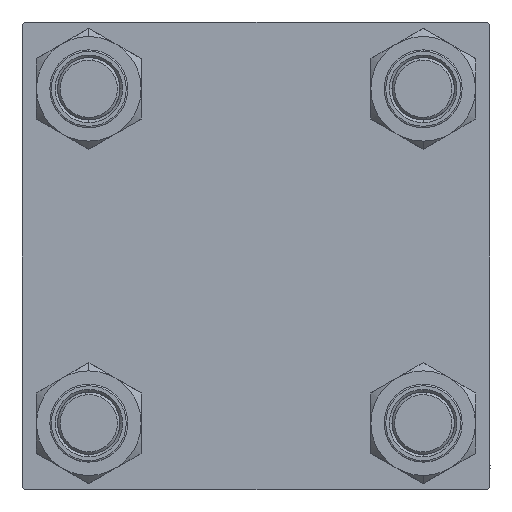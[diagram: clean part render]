
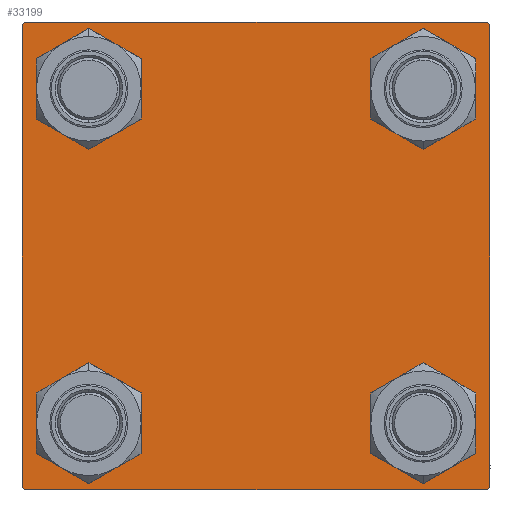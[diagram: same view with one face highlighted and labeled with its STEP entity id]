
A CAD part, left-side view. The second image highlights one B-rep face of the part: STEP entity #33199.
In plain terms, the highlighted planar face has unit normal (-1, 0, 0).
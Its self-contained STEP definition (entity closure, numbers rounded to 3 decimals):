
#379 = VERTEX_POINT ( 'NONE', #9399 ) ;
#720 = ORIENTED_EDGE ( 'NONE', *, *, #49859, .T. ) ;
#1048 = FACE_BOUND ( 'NONE', #32794, .T. ) ;
#1277 = EDGE_CURVE ( 'NONE', #8335, #10170, #42190, .T. ) ;
#1348 = VECTOR ( 'NONE', #34934, 1000. ) ;
#1622 = DIRECTION ( 'NONE',  ( 0., 0., 1. ) ) ;
#3368 = DIRECTION ( 'NONE',  ( 0., -0.707, 0.707 ) ) ;
#3385 = CARTESIAN_POINT ( 'NONE',  ( 0., 45., 45. ) ) ;
#3629 = LINE ( 'NONE', #26935, #7645 ) ;
#4094 = EDGE_CURVE ( 'NONE', #10170, #8335, #35617, .T. ) ;
#5139 = CARTESIAN_POINT ( 'NONE',  ( 0., 45., 45. ) ) ;
#5371 = CIRCLE ( 'NONE', #6952, 6.5 ) ;
#5592 = CARTESIAN_POINT ( 'NONE',  ( 0., 44.5, 45. ) ) ;
#5682 = EDGE_LOOP ( 'NONE', ( #29044, #30134, #24819, #17680, #21806, #24364, #14274, #17670 ) ) ;
#6020 = DIRECTION ( 'NONE',  ( 1., 0., 0. ) ) ;
#6103 = VERTEX_POINT ( 'NONE', #49675 ) ;
#6193 = CIRCLE ( 'NONE', #29923, 6.5 ) ;
#6365 = LINE ( 'NONE', #6617, #8237 ) ;
#6469 = ORIENTED_EDGE ( 'NONE', *, *, #6592, .T. ) ;
#6580 = CIRCLE ( 'NONE', #46682, 6.5 ) ;
#6592 = EDGE_CURVE ( 'NONE', #30398, #41584, #6193, .T. ) ;
#6617 = CARTESIAN_POINT ( 'NONE',  ( 0., -45., 45. ) ) ;
#6952 = AXIS2_PLACEMENT_3D ( 'NONE', #13659, #10075, #18253 ) ;
#7379 = EDGE_LOOP ( 'NONE', ( #50346, #15932 ) ) ;
#7645 = VECTOR ( 'NONE', #3368, 1000. ) ;
#7911 = AXIS2_PLACEMENT_3D ( 'NONE', #10484, #34563, #14827 ) ;
#8237 = VECTOR ( 'NONE', #21483, 1000. ) ;
#8335 = VERTEX_POINT ( 'NONE', #24352 ) ;
#8553 = VERTEX_POINT ( 'NONE', #32230 ) ;
#8946 = ORIENTED_EDGE ( 'NONE', *, *, #4094, .T. ) ;
#9152 = LINE ( 'NONE', #24782, #10843 ) ;
#9396 = EDGE_CURVE ( 'NONE', #40096, #35152, #47665, .T. ) ;
#9399 = CARTESIAN_POINT ( 'NONE',  ( 0., 44.5, -45. ) ) ;
#9602 = DIRECTION ( 'NONE',  ( 0., 0., 1. ) ) ;
#9989 = CARTESIAN_POINT ( 'NONE',  ( 0., -45., 44.5 ) ) ;
#10075 = DIRECTION ( 'NONE',  ( 1., 0., 0. ) ) ;
#10170 = VERTEX_POINT ( 'NONE', #49741 ) ;
#10208 = DIRECTION ( 'NONE',  ( 0., 0., 1. ) ) ;
#10484 = CARTESIAN_POINT ( 'NONE',  ( 0., -32.15, -32.15 ) ) ;
#10834 = CARTESIAN_POINT ( 'NONE',  ( 0., -32.15, 25.65 ) ) ;
#10843 = VECTOR ( 'NONE', #43511, 1000. ) ;
#12845 = DIRECTION ( 'NONE',  ( 1., 0., 0. ) ) ;
#13344 = CARTESIAN_POINT ( 'NONE',  ( 0., 32.15, -25.65 ) ) ;
#13659 = CARTESIAN_POINT ( 'NONE',  ( 0., -32.15, -32.15 ) ) ;
#14274 = ORIENTED_EDGE ( 'NONE', *, *, #42824, .F. ) ;
#14827 = DIRECTION ( 'NONE',  ( 0., 0., 1. ) ) ;
#15103 = DIRECTION ( 'NONE',  ( 0., 0., 1. ) ) ;
#15209 = ORIENTED_EDGE ( 'NONE', *, *, #22109, .T. ) ;
#15263 = EDGE_CURVE ( 'NONE', #19115, #40096, #41535, .T. ) ;
#15932 = ORIENTED_EDGE ( 'NONE', *, *, #18624, .T. ) ;
#16301 = EDGE_LOOP ( 'NONE', ( #720, #20803 ) ) ;
#16482 = DIRECTION ( 'NONE',  ( 0., 0., 1. ) ) ;
#16829 = CARTESIAN_POINT ( 'NONE',  ( 0., -32.15, -25.65 ) ) ;
#17154 = VECTOR ( 'NONE', #33364, 1000. ) ;
#17670 = ORIENTED_EDGE ( 'NONE', *, *, #15263, .T. ) ;
#17680 = ORIENTED_EDGE ( 'NONE', *, *, #32982, .T. ) ;
#17697 = ORIENTED_EDGE ( 'NONE', *, *, #1277, .T. ) ;
#18141 = CARTESIAN_POINT ( 'NONE',  ( 0., 0., 0. ) ) ;
#18232 = CARTESIAN_POINT ( 'NONE',  ( 0., 45., -45. ) ) ;
#18253 = DIRECTION ( 'NONE',  ( 0., 0., 1. ) ) ;
#18540 = CIRCLE ( 'NONE', #7911, 6.5 ) ;
#18624 = EDGE_CURVE ( 'NONE', #8553, #46683, #31836, .T. ) ;
#19115 = VERTEX_POINT ( 'NONE', #5592 ) ;
#19305 = CARTESIAN_POINT ( 'NONE',  ( 0., 44.75, -44.75 ) ) ;
#20332 = EDGE_CURVE ( 'NONE', #379, #35805, #37216, .T. ) ;
#20501 = FACE_BOUND ( 'NONE', #41416, .T. ) ;
#20569 = DIRECTION ( 'NONE',  ( 1., 0., 0. ) ) ;
#20803 = ORIENTED_EDGE ( 'NONE', *, *, #46379, .T. ) ;
#21483 = DIRECTION ( 'NONE',  ( 0., 0., -1. ) ) ;
#21806 = ORIENTED_EDGE ( 'NONE', *, *, #22498, .F. ) ;
#21818 = DIRECTION ( 'NONE',  ( 0., -1., 0. ) ) ;
#22109 = EDGE_CURVE ( 'NONE', #41584, #30398, #6580, .T. ) ;
#22498 = EDGE_CURVE ( 'NONE', #39137, #43428, #6365, .T. ) ;
#24180 = DIRECTION ( 'NONE',  ( 1., 0., 0. ) ) ;
#24352 = CARTESIAN_POINT ( 'NONE',  ( 0., 32.15, 25.65 ) ) ;
#24364 = ORIENTED_EDGE ( 'NONE', *, *, #30737, .T. ) ;
#24585 = DIRECTION ( 'NONE',  ( 0., 0., -1. ) ) ;
#24782 = CARTESIAN_POINT ( 'NONE',  ( 0., -44.75, 44.75 ) ) ;
#24819 = ORIENTED_EDGE ( 'NONE', *, *, #20332, .T. ) ;
#25051 = CARTESIAN_POINT ( 'NONE',  ( 0., -45., -44.5 ) ) ;
#25170 = CARTESIAN_POINT ( 'NONE',  ( 0., 32.15, -32.15 ) ) ;
#26383 = CARTESIAN_POINT ( 'NONE',  ( 0., 32.15, 32.15 ) ) ;
#26606 = AXIS2_PLACEMENT_3D ( 'NONE', #26383, #49975, #15103 ) ;
#26935 = CARTESIAN_POINT ( 'NONE',  ( 0., -44.75, -44.75 ) ) ;
#28072 = CIRCLE ( 'NONE', #32961, 6.5 ) ;
#28694 = PLANE ( 'NONE',  #37076 ) ;
#28988 = DIRECTION ( 'NONE',  ( 0., 0., 1. ) ) ;
#29044 = ORIENTED_EDGE ( 'NONE', *, *, #9396, .T. ) ;
#29923 = AXIS2_PLACEMENT_3D ( 'NONE', #49170, #32533, #36884 ) ;
#30134 = ORIENTED_EDGE ( 'NONE', *, *, #48561, .T. ) ;
#30398 = VERTEX_POINT ( 'NONE', #39482 ) ;
#30737 = EDGE_CURVE ( 'NONE', #39137, #6103, #9152, .T. ) ;
#30816 = VERTEX_POINT ( 'NONE', #33463 ) ;
#31402 = VECTOR ( 'NONE', #21818, 1000. ) ;
#31540 = FACE_BOUND ( 'NONE', #7379, .T. ) ;
#31836 = CIRCLE ( 'NONE', #44927, 6.5 ) ;
#32230 = CARTESIAN_POINT ( 'NONE',  ( 0., 32.15, -38.65 ) ) ;
#32371 = CARTESIAN_POINT ( 'NONE',  ( 0., 32.15, 32.15 ) ) ;
#32533 = DIRECTION ( 'NONE',  ( 1., 0., 0. ) ) ;
#32794 = EDGE_LOOP ( 'NONE', ( #8946, #17697 ) ) ;
#32961 = AXIS2_PLACEMENT_3D ( 'NONE', #37021, #6020, #9602 ) ;
#32982 = EDGE_CURVE ( 'NONE', #35805, #43428, #3629, .T. ) ;
#33199 = ADVANCED_FACE ( 'NONE', ( #20501, #36132, #31540, #1048, #48188 ), #28694, .T. ) ;
#33351 = VECTOR ( 'NONE', #38987, 1000. ) ;
#33364 = DIRECTION ( 'NONE',  ( 0., -1., 0. ) ) ;
#33463 = CARTESIAN_POINT ( 'NONE',  ( 0., -32.15, -38.65 ) ) ;
#34563 = DIRECTION ( 'NONE',  ( 1., 0., 0. ) ) ;
#34934 = DIRECTION ( 'NONE',  ( 0., -0.707, -0.707 ) ) ;
#35152 = VERTEX_POINT ( 'NONE', #40893 ) ;
#35223 = CARTESIAN_POINT ( 'NONE',  ( 0., -32.15, 32.15 ) ) ;
#35617 = CIRCLE ( 'NONE', #26606, 6.5 ) ;
#35628 = CARTESIAN_POINT ( 'NONE',  ( 0., 44.75, 44.75 ) ) ;
#35805 = VERTEX_POINT ( 'NONE', #48169 ) ;
#36132 = FACE_BOUND ( 'NONE', #16301, .T. ) ;
#36884 = DIRECTION ( 'NONE',  ( 0., 0., 1. ) ) ;
#36995 = EDGE_CURVE ( 'NONE', #46683, #8553, #28072, .T. ) ;
#37021 = CARTESIAN_POINT ( 'NONE',  ( 0., 32.15, -32.15 ) ) ;
#37076 = AXIS2_PLACEMENT_3D ( 'NONE', #18141, #45572, #10208 ) ;
#37216 = LINE ( 'NONE', #18232, #17154 ) ;
#37289 = AXIS2_PLACEMENT_3D ( 'NONE', #32371, #24180, #16482 ) ;
#38481 = LINE ( 'NONE', #3385, #31402 ) ;
#38798 = LINE ( 'NONE', #19305, #1348 ) ;
#38987 = DIRECTION ( 'NONE',  ( 0., 0.707, -0.707 ) ) ;
#39137 = VERTEX_POINT ( 'NONE', #9989 ) ;
#39482 = CARTESIAN_POINT ( 'NONE',  ( 0., -32.15, 38.65 ) ) ;
#40096 = VERTEX_POINT ( 'NONE', #42468 ) ;
#40893 = CARTESIAN_POINT ( 'NONE',  ( 0., 45., -44.5 ) ) ;
#41416 = EDGE_LOOP ( 'NONE', ( #6469, #15209 ) ) ;
#41535 = LINE ( 'NONE', #35628, #33351 ) ;
#41584 = VERTEX_POINT ( 'NONE', #10834 ) ;
#42010 = VERTEX_POINT ( 'NONE', #16829 ) ;
#42190 = CIRCLE ( 'NONE', #37289, 6.5 ) ;
#42468 = CARTESIAN_POINT ( 'NONE',  ( 0., 45., 44.5 ) ) ;
#42824 = EDGE_CURVE ( 'NONE', #19115, #6103, #38481, .T. ) ;
#43428 = VERTEX_POINT ( 'NONE', #25051 ) ;
#43511 = DIRECTION ( 'NONE',  ( 0., 0.707, 0.707 ) ) ;
#44927 = AXIS2_PLACEMENT_3D ( 'NONE', #25170, #20569, #1622 ) ;
#45572 = DIRECTION ( 'NONE',  ( -1., 0., 0. ) ) ;
#45574 = VECTOR ( 'NONE', #24585, 1000. ) ;
#46379 = EDGE_CURVE ( 'NONE', #30816, #42010, #5371, .T. ) ;
#46682 = AXIS2_PLACEMENT_3D ( 'NONE', #35223, #12845, #28988 ) ;
#46683 = VERTEX_POINT ( 'NONE', #13344 ) ;
#47665 = LINE ( 'NONE', #5139, #45574 ) ;
#48169 = CARTESIAN_POINT ( 'NONE',  ( 0., -44.5, -45. ) ) ;
#48188 = FACE_OUTER_BOUND ( 'NONE', #5682, .T. ) ;
#48561 = EDGE_CURVE ( 'NONE', #35152, #379, #38798, .T. ) ;
#49170 = CARTESIAN_POINT ( 'NONE',  ( 0., -32.15, 32.15 ) ) ;
#49675 = CARTESIAN_POINT ( 'NONE',  ( 0., -44.5, 45. ) ) ;
#49741 = CARTESIAN_POINT ( 'NONE',  ( 0., 32.15, 38.65 ) ) ;
#49859 = EDGE_CURVE ( 'NONE', #42010, #30816, #18540, .T. ) ;
#49975 = DIRECTION ( 'NONE',  ( 1., 0., 0. ) ) ;
#50346 = ORIENTED_EDGE ( 'NONE', *, *, #36995, .T. ) ;
